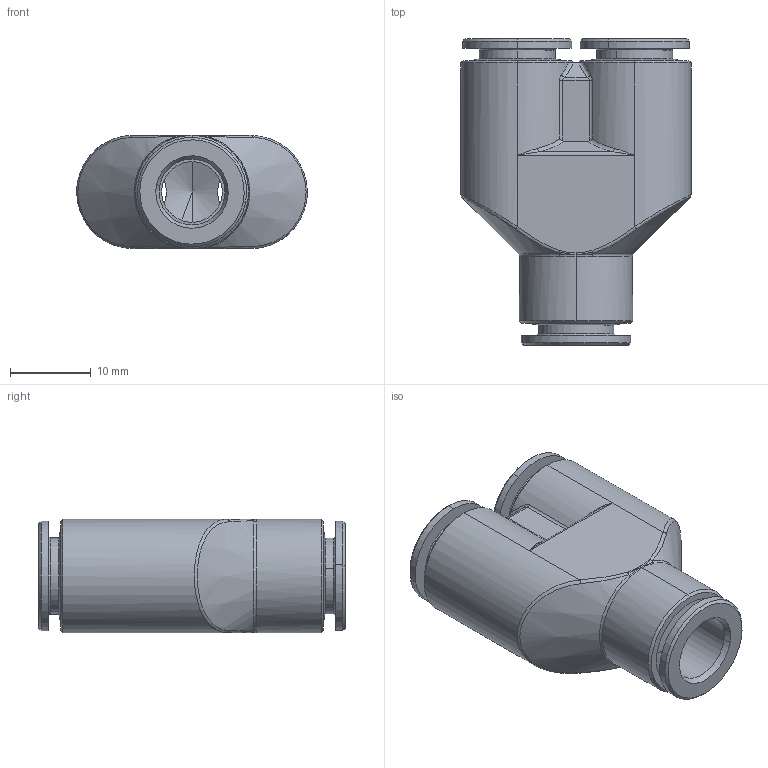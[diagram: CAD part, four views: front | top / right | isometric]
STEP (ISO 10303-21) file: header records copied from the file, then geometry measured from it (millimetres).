
FILE_DESCRIPTION (( 'STEP AP203' ), '1' );
FILE_NAME ('A0274040.STEP', '2009-04-08T14:36:50', ( '' ), ( 'sopra-pneumatic' ), 'SwSTEP 2.0', 'SolidWorks 2009', '' );
FILE_SCHEMA (( 'CONFIG_CONTROL_DESIGN' ));
Length unit declared in the file: millimetre
Products named in the file (1): A0274040
Bounding box: 28.5 x 37.9 x 14.01 mm (x, y, z)
Volume: 6241.8 mm3; surface area: 4871.3 mm2
Topology: 1 solids, 1 shells, 148 faces, 346 edges, 198 vertices
Faces by surface type: cylinder 54, cone 40, bspline 32, plane 20, torus 2
Entity records: 6204 total; most frequent: CARTESIAN_POINT 3056, ORIENTED_EDGE 674, DIRECTION 598, EDGE_CURVE 337, AXIS2_PLACEMENT_3D 249, VERTEX_POINT 198, EDGE_LOOP 159, ADVANCED_FACE 148
